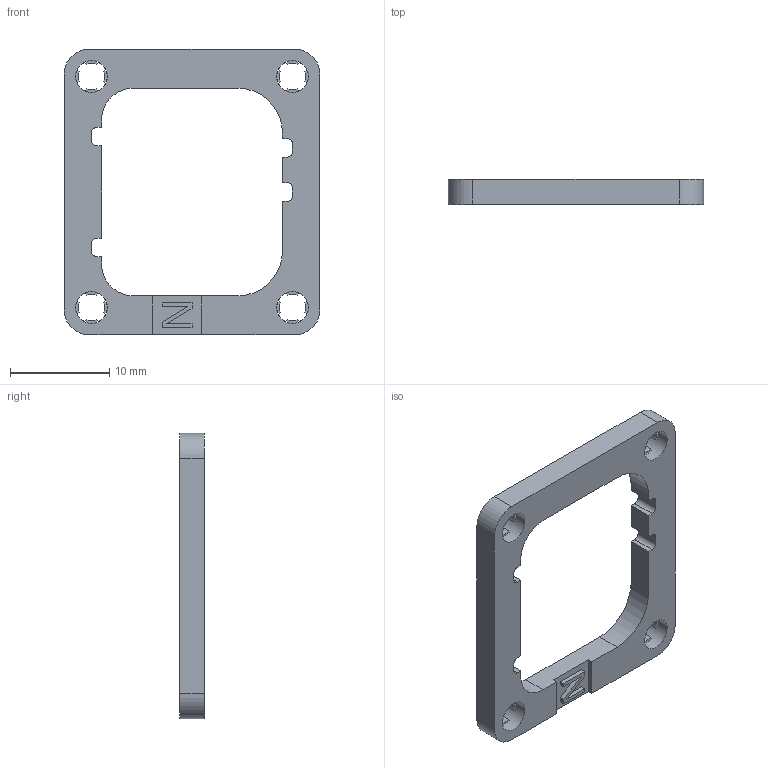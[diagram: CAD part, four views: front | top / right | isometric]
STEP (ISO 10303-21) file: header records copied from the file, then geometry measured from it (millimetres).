
FILE_DESCRIPTION((''),'2;1');
FILE_NAME('3564_0060_313','2020-01-31T',('presta_be4'),(''),'CREO PARAMETRIC BY PTC INC, 2018360','CREO PARAMETRIC BY PTC INC, 2018360','');
FILE_SCHEMA(('CONFIG_CONTROL_DESIGN'));
Length unit declared in the file: millimetre
Products named in the file (1): 3564_0060_313
Bounding box: 25.8 x 2.5 x 28.8 mm (x, y, z)
Volume: 820.9 mm3; surface area: 1240.4 mm2
Topology: 1 solids, 1 shells, 128 faces, 378 edges, 252 vertices
Faces by surface type: plane 88, cylinder 40
Entity records: 4352 total; most frequent: CARTESIAN_POINT 758, ORIENTED_EDGE 756, DIRECTION 746, EDGE_CURVE 378, VECTOR 266, LINE 266, VERTEX_POINT 252, AXIS2_PLACEMENT_3D 240
